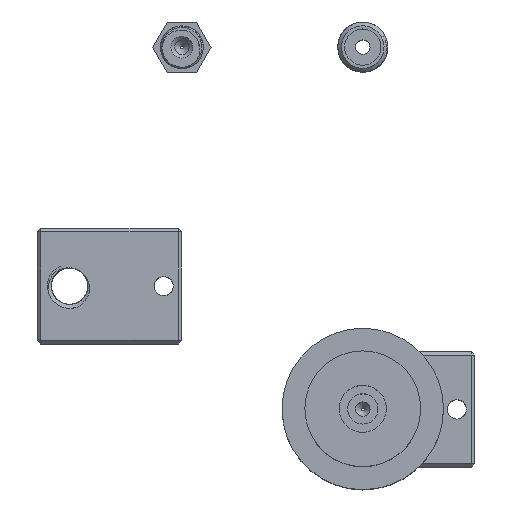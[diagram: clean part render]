
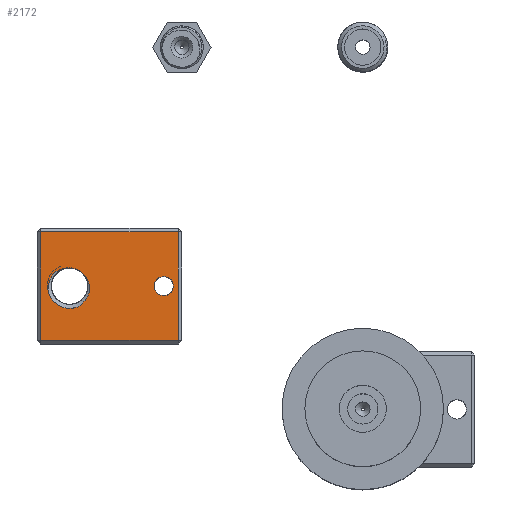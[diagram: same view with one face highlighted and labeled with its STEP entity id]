
A CAD part, top view. The second image highlights one B-rep face of the part: STEP entity #2172.
In plain terms, the highlighted planar face has unit normal (0, 0, 1).
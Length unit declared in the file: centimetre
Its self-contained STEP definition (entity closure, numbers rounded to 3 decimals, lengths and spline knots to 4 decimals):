
#119=LINE('',#11017,#201);
#124=LINE('',#11026,#206);
#129=LINE('',#11035,#211);
#131=LINE('',#11038,#213);
#201=VECTOR('',#2999,1.9);
#206=VECTOR('',#3008,1.5);
#211=VECTOR('',#3017,1.9);
#213=VECTOR('',#3021,1.5);
#320=FACE_BOUND('',#800,.T.);
#321=FACE_BOUND('',#801,.T.);
#551=FACE_OUTER_BOUND('',#799,.T.);
#799=EDGE_LOOP('',(#1895,#1896,#1897,#1898));
#800=EDGE_LOOP('',(#1899,#1900,#1901,#1902));
#801=EDGE_LOOP('',(#1903));
#853=B_SPLINE_CURVE_WITH_KNOTS('',3,(#9285,#9286,#9287,#9288,#9289,#9290,
#9291,#9292,#9293,#9294),.UNSPECIFIED.,.F.,.F.,(4,3,3,4),(0.,0.2648,
0.5557,0.5668),.UNSPECIFIED.);
#857=B_SPLINE_CURVE_WITH_KNOTS('',3,(#10059,#10060,#10061,#10062,#10063,
#10064,#10065,#10066,#10067,#10068),.UNSPECIFIED.,.F.,.F.,(4,3,3,4),(0.,
0.2934,0.56,0.5692),.UNSPECIFIED.);
#972=CIRCLE('',#2400,0.3074);
#978=CIRCLE('',#2410,0.1336);
#980=CIRCLE('',#2414,0.2518);
#1119=VERTEX_POINT('',#8806);
#1120=VERTEX_POINT('',#8883);
#1122=VERTEX_POINT('',#9284);
#1124=VERTEX_POINT('',#9838);
#1143=VERTEX_POINT('',#10955);
#1153=VERTEX_POINT('',#10989);
#1158=VERTEX_POINT('',#10999);
#1159=VERTEX_POINT('',#11003);
#1162=VERTEX_POINT('',#11010);
#1336=EDGE_CURVE('',#1120,#1119,#972,.T.);
#1339=EDGE_CURVE('',#1122,#1120,#853,.T.);
#1343=EDGE_CURVE('',#1119,#1124,#857,.T.);
#1367=EDGE_CURVE('',#1143,#1143,#978,.T.);
#1369=EDGE_CURVE('',#1124,#1122,#980,.T.);
#1395=EDGE_CURVE('',#1162,#1158,#119,.T.);
#1400=EDGE_CURVE('',#1159,#1162,#124,.T.);
#1405=EDGE_CURVE('',#1153,#1159,#129,.T.);
#1407=EDGE_CURVE('',#1158,#1153,#131,.T.);
#1895=ORIENTED_EDGE('',*,*,#1395,.F.);
#1896=ORIENTED_EDGE('',*,*,#1400,.F.);
#1897=ORIENTED_EDGE('',*,*,#1405,.F.);
#1898=ORIENTED_EDGE('',*,*,#1407,.F.);
#1899=ORIENTED_EDGE('',*,*,#1343,.T.);
#1900=ORIENTED_EDGE('',*,*,#1369,.T.);
#1901=ORIENTED_EDGE('',*,*,#1339,.T.);
#1902=ORIENTED_EDGE('',*,*,#1336,.T.);
#1903=ORIENTED_EDGE('',*,*,#1367,.T.);
#2015=PLANE('',#2440);
#2172=ADVANCED_FACE('',(#551,#320,#321),#2015,.T.);
#2400=AXIS2_PLACEMENT_3D('',#8884,#2914,#2915);
#2410=AXIS2_PLACEMENT_3D('',#10956,#2944,#2945);
#2414=AXIS2_PLACEMENT_3D('',#10961,#2952,#2953);
#2440=AXIS2_PLACEMENT_3D('',#11063,#3055,#3056);
#2914=DIRECTION('center_axis',(0.,0.,-1.));
#2915=DIRECTION('ref_axis',(0.,-1.,0.));
#2944=DIRECTION('center_axis',(0.,0.,-1.));
#2945=DIRECTION('ref_axis',(0.,-1.,0.));
#2952=DIRECTION('center_axis',(0.,0.,-1.));
#2953=DIRECTION('ref_axis',(0.,-1.,0.));
#2999=DIRECTION('',(-1.,0.,0.));
#3008=DIRECTION('',(0.,-1.,0.));
#3017=DIRECTION('',(1.,0.,0.));
#3021=DIRECTION('',(0.,1.,0.));
#3055=DIRECTION('center_axis',(0.,0.,1.));
#3056=DIRECTION('ref_axis',(0.,-1.,0.));
#8806=CARTESIAN_POINT('',(-4.3273,-3.4326,1.15));
#8883=CARTESIAN_POINT('',(-3.9477,-3.5898,1.15));
#8884=CARTESIAN_POINT('Origin',(-4.05,-3.3,1.15));
#9284=CARTESIAN_POINT('',(-3.872,-3.122,1.15));
#9285=CARTESIAN_POINT('Ctrl Pts',(-3.872,-3.122,1.15));
#9286=CARTESIAN_POINT('Ctrl Pts',(-3.8032,-3.1772,1.15));
#9287=CARTESIAN_POINT('Ctrl Pts',(-3.7671,-3.2698,1.15));
#9288=CARTESIAN_POINT('Ctrl Pts',(-3.7764,-3.3568,1.15));
#9289=CARTESIAN_POINT('Ctrl Pts',(-3.7866,-3.4524,1.15));
#9290=CARTESIAN_POINT('Ctrl Pts',(-3.851,-3.542,1.15));
#9291=CARTESIAN_POINT('Ctrl Pts',(-3.9374,-3.5855,1.15));
#9292=CARTESIAN_POINT('Ctrl Pts',(-3.9408,-3.5872,1.15));
#9293=CARTESIAN_POINT('Ctrl Pts',(-3.9441,-3.5888,1.15));
#9294=CARTESIAN_POINT('Ctrl Pts',(-3.9475,-3.5903,1.15));
#9838=CARTESIAN_POINT('',(-4.05,-3.0483,1.15));
#10059=CARTESIAN_POINT('Ctrl Pts',(-4.3273,-3.4326,
1.15));
#10060=CARTESIAN_POINT('Ctrl Pts',(-4.3614,-3.341,
1.15));
#10061=CARTESIAN_POINT('Ctrl Pts',(-4.3479,-3.2321,
1.15));
#10062=CARTESIAN_POINT('Ctrl Pts',(-4.29,-3.1548,
1.15));
#10063=CARTESIAN_POINT('Ctrl Pts',(-4.2373,-3.0846,1.15));
#10064=CARTESIAN_POINT('Ctrl Pts',(-4.1471,-3.0406,
1.15));
#10065=CARTESIAN_POINT('Ctrl Pts',(-4.0592,-3.047,
1.15));
#10066=CARTESIAN_POINT('Ctrl Pts',(-4.0561,-3.0472,
1.15));
#10067=CARTESIAN_POINT('Ctrl Pts',(-4.0531,-3.0475,
1.15));
#10068=CARTESIAN_POINT('Ctrl Pts',(-4.05,-3.0478,
1.15));
#10955=CARTESIAN_POINT('',(-2.75,-3.1664,1.15));
#10956=CARTESIAN_POINT('Origin',(-2.75,-3.3,1.15));
#10961=CARTESIAN_POINT('Origin',(-4.05,-3.3,1.15));
#10989=CARTESIAN_POINT('',(-4.45,-2.55,1.15));
#10999=CARTESIAN_POINT('',(-4.45,-4.05,1.15));
#11003=CARTESIAN_POINT('',(-2.55,-2.55,1.15));
#11010=CARTESIAN_POINT('',(-2.55,-4.05,1.15));
#11017=CARTESIAN_POINT('',(-3.5,-4.05,1.15));
#11026=CARTESIAN_POINT('',(-2.55,-3.3,1.15));
#11035=CARTESIAN_POINT('',(-3.5,-2.55,1.15));
#11038=CARTESIAN_POINT('',(-4.45,-3.3,1.15));
#11063=CARTESIAN_POINT('Origin',(-3.5,-3.3,1.15));
